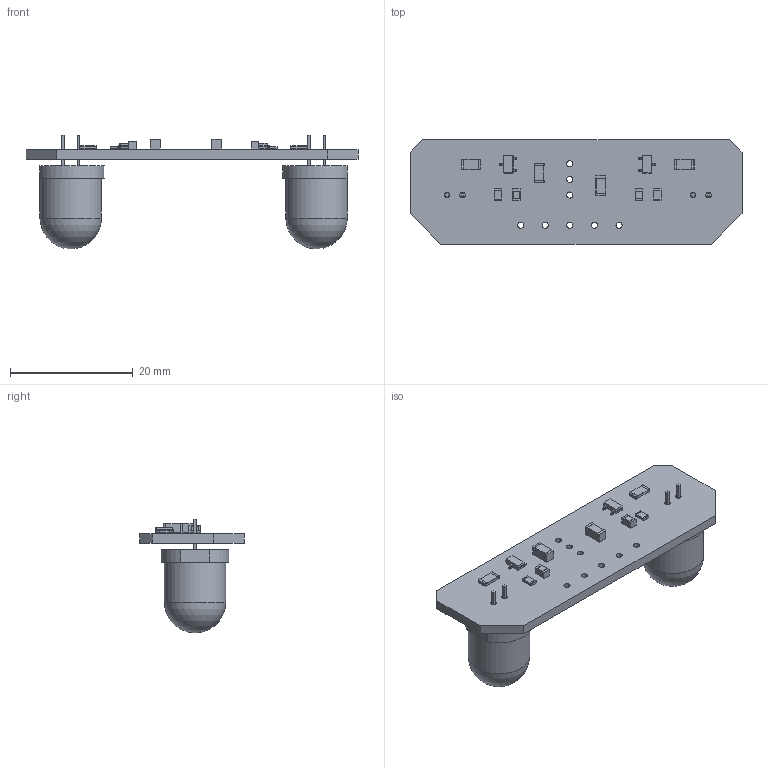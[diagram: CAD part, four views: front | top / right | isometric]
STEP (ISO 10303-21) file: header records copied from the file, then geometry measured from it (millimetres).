
FILE_DESCRIPTION(('KiCad electronic assembly'),'2;1');
FILE_NAME('CockpitLED.stp','2018-08-09T09:58:15',('An Author'),( 'A Company'),'Open CASCADE STEP processor 6.8', 'KiCad to STEP converter','Unknown');
FILE_SCHEMA(('AUTOMOTIVE_DESIGN_CC2 { 1 2 10303 214 -1 1 5 4 }'));
Length unit declared in the file: millimetre
Products named in the file (14): Open CASCADE STEP translator 6.8 1; C_0805_2012Metric; SOLID; C_1206_3216Metric; LED_D10.0mm; TSOT-23; R_0805_2012Metric; R_1206_3216Metric; COMPOUND
Assembly tree (19 placements, depth 3):
  Open CASCADE STEP translator 6.8 1
    C_0805_2012Metric  x2
      SOLID
    C_1206_3216Metric  x2
      SOLID
    LED_D10.0mm  x2
      SOLID
    TSOT-23  x2
      SOLID
    R_0805_2012Metric  x2
      SOLID
    R_1206_3216Metric  x2
      SOLID
    COMPOUND
Bounding box: 54 x 17 x 18.5 mm (x, y, z)
Volume: 3365.9 mm3; surface area: 3301.2 mm2
Topology: 13 solids, 13 shells, 429 faces, 1087 edges, 694 vertices
Faces by surface type: plane 253, cylinder 120, bspline 54, sphere 2
Full cylindrical faces by diameter (mm): 0.9 x4, 1 x3, 1.001 x5, 10 x2
Entity records: 22192 total; most frequent: CARTESIAN_POINT 9396, DIRECTION 1924, ORIENTED_EDGE 1152, PCURVE 1152, DEFINITIONAL_REPRESENTATION 1152, LINE 1137, VECTOR 1137, EDGE_CURVE 576
